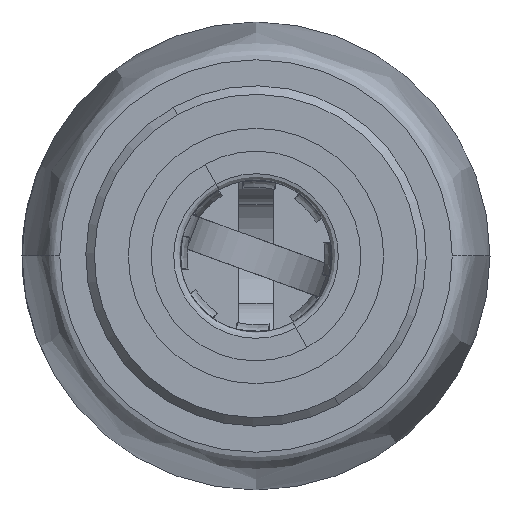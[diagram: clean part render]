
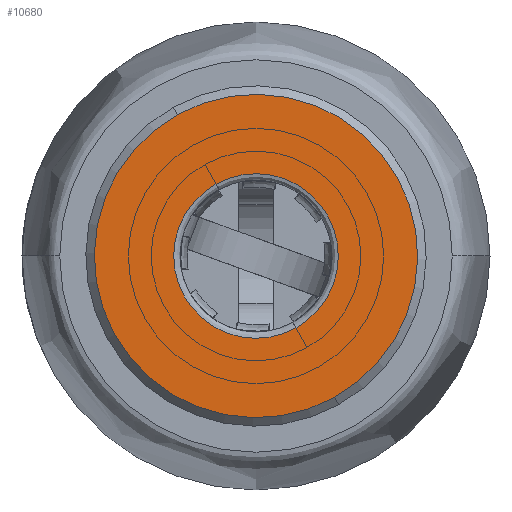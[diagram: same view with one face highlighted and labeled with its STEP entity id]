
A CAD part, left-side view. The second image highlights one B-rep face of the part: STEP entity #10680.
In plain terms, the highlighted face is planar.
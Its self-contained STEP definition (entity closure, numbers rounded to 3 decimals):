
#483 = CIRCLE ( 'NONE', #10289, 1.935 ) ;
#893 = DIRECTION ( 'NONE',  ( 0., 0., 1. ) ) ;
#896 = DIRECTION ( 'NONE',  ( 0., 0., 1. ) ) ;
#1186 = DIRECTION ( 'NONE',  ( 0., 1., 0. ) ) ;
#1311 = DIRECTION ( 'NONE',  ( 0., 1., 0. ) ) ;
#2245 = EDGE_CURVE ( 'NONE', #13912, #27083, #2331, .T. ) ;
#2331 = CIRCLE ( 'NONE', #15813, 1.935 ) ;
#2649 = CARTESIAN_POINT ( 'NONE',  ( 0., 10.9, 0. ) ) ;
#2790 = EDGE_LOOP ( 'NONE', ( #26068, #11857 ) ) ;
#2796 = FACE_BOUND ( 'NONE', #2790, .T. ) ;
#3066 = ORIENTED_EDGE ( 'NONE', *, *, #12267, .T. ) ;
#3411 = CARTESIAN_POINT ( 'NONE',  ( 0., 10.9, 0. ) ) ;
#5024 = CARTESIAN_POINT ( 'NONE',  ( 1.935, 10.9, 0. ) ) ;
#5228 = PLANE ( 'NONE',  #21130 ) ;
#6445 = EDGE_CURVE ( 'NONE', #27083, #13912, #483, .T. ) ;
#7163 = FACE_OUTER_BOUND ( 'NONE', #11157, .T. ) ;
#7547 = DIRECTION ( 'NONE',  ( 0., 1., 0. ) ) ;
#7548 = CARTESIAN_POINT ( 'NONE',  ( 0., 10.9, 0. ) ) ;
#8590 = CIRCLE ( 'NONE', #14288, 3.8 ) ;
#9221 = CARTESIAN_POINT ( 'NONE',  ( 0., 10.9, 3.8 ) ) ;
#9610 = CIRCLE ( 'NONE', #24834, 3.8 ) ;
#10289 = AXIS2_PLACEMENT_3D ( 'NONE', #27994, #20617, #18417 ) ;
#10680 = ADVANCED_FACE ( 'NONE', ( #7163, #2796 ), #5228, .T. ) ;
#11157 = EDGE_LOOP ( 'NONE', ( #20377, #3066 ) ) ;
#11857 = ORIENTED_EDGE ( 'NONE', *, *, #2245, .F. ) ;
#12267 = EDGE_CURVE ( 'NONE', #15905, #14195, #9610, .T. ) ;
#12515 = CARTESIAN_POINT ( 'NONE',  ( 0., 10.9, -1.935 ) ) ;
#13912 = VERTEX_POINT ( 'NONE', #12515 ) ;
#14195 = VERTEX_POINT ( 'NONE', #28196 ) ;
#14288 = AXIS2_PLACEMENT_3D ( 'NONE', #7548, #1186, #896 ) ;
#15813 = AXIS2_PLACEMENT_3D ( 'NONE', #3411, #1311, #21846 ) ;
#15905 = VERTEX_POINT ( 'NONE', #9221 ) ;
#18417 = DIRECTION ( 'NONE',  ( 0., 0., 1. ) ) ;
#20377 = ORIENTED_EDGE ( 'NONE', *, *, #21900, .T. ) ;
#20617 = DIRECTION ( 'NONE',  ( 0., 1., 0. ) ) ;
#21130 = AXIS2_PLACEMENT_3D ( 'NONE', #5024, #7547, #893 ) ;
#21846 = DIRECTION ( 'NONE',  ( 0., 0., 1. ) ) ;
#21900 = EDGE_CURVE ( 'NONE', #14195, #15905, #8590, .T. ) ;
#23490 = DIRECTION ( 'NONE',  ( 0., 0., 1. ) ) ;
#23699 = DIRECTION ( 'NONE',  ( 0., 1., 0. ) ) ;
#24834 = AXIS2_PLACEMENT_3D ( 'NONE', #2649, #23699, #23490 ) ;
#26068 = ORIENTED_EDGE ( 'NONE', *, *, #6445, .F. ) ;
#27083 = VERTEX_POINT ( 'NONE', #28337 ) ;
#27994 = CARTESIAN_POINT ( 'NONE',  ( 0., 10.9, 0. ) ) ;
#28196 = CARTESIAN_POINT ( 'NONE',  ( 0., 10.9, -3.8 ) ) ;
#28337 = CARTESIAN_POINT ( 'NONE',  ( 0., 10.9, 1.935 ) ) ;
